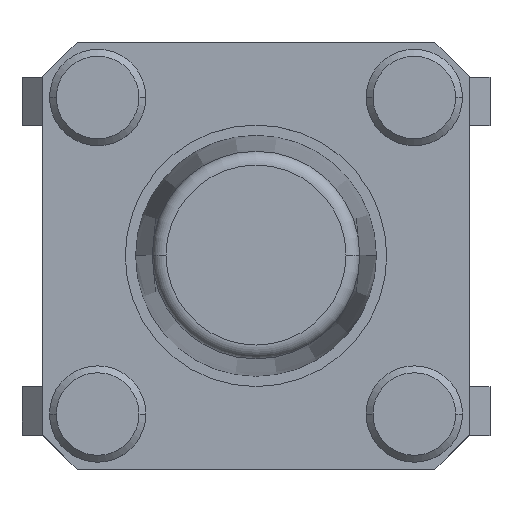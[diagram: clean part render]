
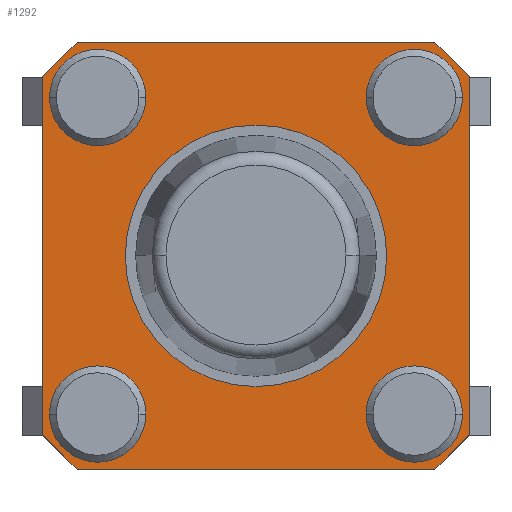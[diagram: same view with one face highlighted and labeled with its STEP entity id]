
A CAD part, top view. The second image highlights one B-rep face of the part: STEP entity #1292.
In plain terms, the highlighted planar face has unit normal (0, 0, 1).
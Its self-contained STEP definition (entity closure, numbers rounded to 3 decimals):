
#946=CARTESIAN_POINT('',(-1.9,0.,3.4));
#947=VERTEX_POINT('',#946);
#963=CARTESIAN_POINT('',(1.9,0.,3.4));
#964=VERTEX_POINT('',#963);
#971=CARTESIAN_POINT('',(0.0,0.,3.4));
#972=DIRECTION('',(0.0,0.0,-1.0));
#973=DIRECTION('',(-1.0,0.0,0.0));
#974=AXIS2_PLACEMENT_3D('',#971,#972,#973);
#975=CIRCLE('',#974,1.9);
#976=EDGE_CURVE('',#947,#964,#975,.T.);
#986=CARTESIAN_POINT('',(2.6,3.1,3.4));
#987=VERTEX_POINT('',#986);
#988=CARTESIAN_POINT('',(3.1,2.6,3.4));
#989=VERTEX_POINT('',#988);
#990=CARTESIAN_POINT('',(2.6,3.1,3.4));
#991=DIRECTION('',(0.707,-0.707,0.0));
#992=VECTOR('',#991,0.707);
#993=LINE('',#990,#992);
#994=EDGE_CURVE('',#987,#989,#993,.T.);
#1035=CARTESIAN_POINT('',(-2.6,3.1,3.4));
#1036=VERTEX_POINT('',#1035);
#1043=CARTESIAN_POINT('',(-2.6,3.1,3.4));
#1044=DIRECTION('',(1.0,0.0,0.0));
#1045=VECTOR('',#1044,5.2);
#1046=LINE('',#1043,#1045);
#1047=EDGE_CURVE('',#1036,#987,#1046,.T.);
#1123=CARTESIAN_POINT('',(3.1,-2.6,3.4));
#1124=VERTEX_POINT('',#1123);
#1125=CARTESIAN_POINT('',(2.6,-3.1,3.4));
#1126=VERTEX_POINT('',#1125);
#1127=CARTESIAN_POINT('',(3.1,-2.6,3.4));
#1128=DIRECTION('',(-0.707,-0.707,0.));
#1129=VECTOR('',#1128,0.707);
#1130=LINE('',#1127,#1129);
#1131=EDGE_CURVE('',#1124,#1126,#1130,.T.);
#1155=CARTESIAN_POINT('',(-2.6,-3.1,3.4));
#1156=VERTEX_POINT('',#1155);
#1157=CARTESIAN_POINT('',(2.6,-3.1,3.4));
#1158=DIRECTION('',(-1.0,0.0,0.0));
#1159=VECTOR('',#1158,5.2);
#1160=LINE('',#1157,#1159);
#1161=EDGE_CURVE('',#1126,#1156,#1160,.T.);
#1178=CARTESIAN_POINT('',(-3.1,-2.6,3.4));
#1179=VERTEX_POINT('',#1178);
#1180=CARTESIAN_POINT('',(-2.6,-3.1,3.4));
#1181=DIRECTION('',(-0.707,0.707,0.0));
#1182=VECTOR('',#1181,0.707);
#1183=LINE('',#1180,#1182);
#1184=EDGE_CURVE('',#1156,#1179,#1183,.T.);
#1202=CARTESIAN_POINT('',(-3.1,2.6,3.4));
#1203=VERTEX_POINT('',#1202);
#1204=CARTESIAN_POINT('',(-3.1,2.6,3.4));
#1205=DIRECTION('',(0.707,0.707,0.));
#1206=VECTOR('',#1205,0.707);
#1207=LINE('',#1204,#1206);
#1208=EDGE_CURVE('',#1203,#1036,#1207,.T.);
#1227=CARTESIAN_POINT('',(0.0,0.,3.4));
#1228=DIRECTION('',(0.0,0.0,-1.0));
#1229=DIRECTION('',(-1.0,0.0,0.0));
#1230=AXIS2_PLACEMENT_3D('',#1227,#1228,#1229);
#1231=CIRCLE('',#1230,1.9);
#1232=EDGE_CURVE('',#964,#947,#1231,.T.);
#1245=CARTESIAN_POINT('',(3.1,2.6,3.4));
#1246=DIRECTION('',(0.0,-1.0,0.0));
#1247=VECTOR('',#1246,5.2);
#1248=LINE('',#1245,#1247);
#1249=EDGE_CURVE('',#989,#1124,#1248,.T.);
#1262=CARTESIAN_POINT('',(-3.1,-2.6,3.4));
#1263=DIRECTION('',(0.0,1.0,0.0));
#1264=VECTOR('',#1263,5.2);
#1265=LINE('',#1262,#1264);
#1266=EDGE_CURVE('',#1179,#1203,#1265,.T.);
#1273=CARTESIAN_POINT('',(0.0,0.,3.4));
#1274=DIRECTION('',(0.0,0.0,1.0));
#1275=DIRECTION('',(1.0,0.0,0.0));
#1276=AXIS2_PLACEMENT_3D('',#1273,#1274,#1275);
#1277=PLANE('',#1276);
#1278=ORIENTED_EDGE('',*,*,#994,.F.);
#1279=ORIENTED_EDGE('',*,*,#1047,.F.);
#1280=ORIENTED_EDGE('',*,*,#1208,.F.);
#1281=ORIENTED_EDGE('',*,*,#1266,.F.);
#1282=ORIENTED_EDGE('',*,*,#1184,.F.);
#1283=ORIENTED_EDGE('',*,*,#1161,.F.);
#1284=ORIENTED_EDGE('',*,*,#1131,.F.);
#1285=ORIENTED_EDGE('',*,*,#1249,.F.);
#1286=EDGE_LOOP('',(#1278,#1279,#1280,#1281,#1282,#1283,#1284,#1285));
#1287=FACE_OUTER_BOUND('',#1286,.T.);
#1288=ORIENTED_EDGE('',*,*,#976,.T.);
#1289=ORIENTED_EDGE('',*,*,#1232,.T.);
#1290=EDGE_LOOP('',(#1288,#1289));
#1291=FACE_BOUND('',#1290,.T.);
#1292=ADVANCED_FACE('',(#1287,#1291),#1277,.T.);
